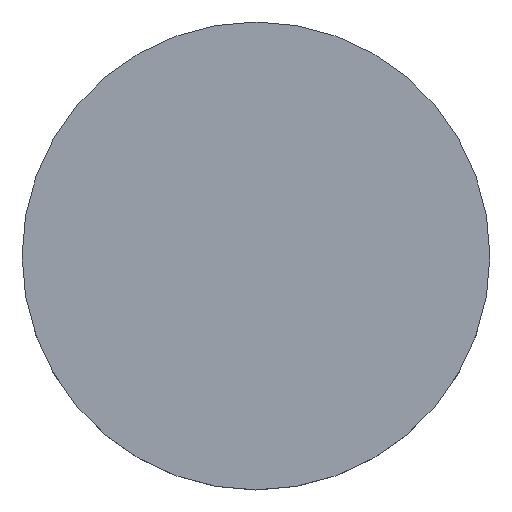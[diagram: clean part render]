
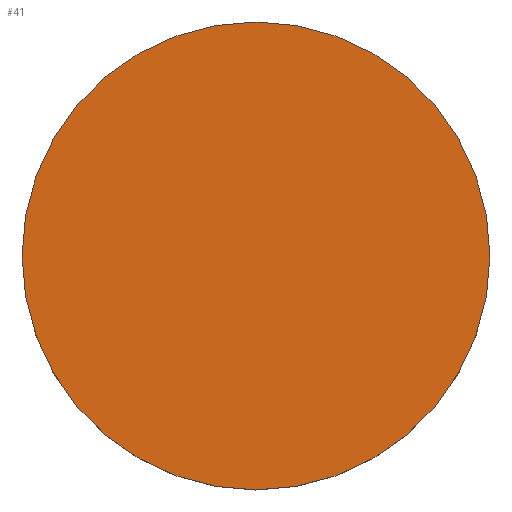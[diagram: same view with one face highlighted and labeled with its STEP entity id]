
A CAD part, top view. The second image highlights one B-rep face of the part: STEP entity #41.
In plain terms, the highlighted planar face has unit normal (0, 0, 1).
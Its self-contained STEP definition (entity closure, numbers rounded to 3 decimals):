
#4 = DIRECTION ( 'NONE',  ( 0., 0., 1. ) ) ;
#6 = CARTESIAN_POINT ( 'NONE',  ( 12.7, 0., 2.7 ) ) ;
#20 = FACE_OUTER_BOUND ( 'NONE', #165, .T. ) ;
#41 = ADVANCED_FACE ( 'NONE', ( #20 ), #46, .T. ) ;
#46 = PLANE ( 'NONE',  #154 ) ;
#48 = AXIS2_PLACEMENT_3D ( 'NONE', #89, #191, #210 ) ;
#64 = VERTEX_POINT ( 'NONE', #6 ) ;
#65 = CARTESIAN_POINT ( 'NONE',  ( 0., 26.112, 2.7 ) ) ;
#71 = AXIS2_PLACEMENT_3D ( 'NONE', #172, #73, #118 ) ;
#73 = DIRECTION ( 'NONE',  ( 0., 0., -1. ) ) ;
#89 = CARTESIAN_POINT ( 'NONE',  ( 0., 0., 2.7 ) ) ;
#104 = ORIENTED_EDGE ( 'NONE', *, *, #122, .F. ) ;
#107 = EDGE_CURVE ( 'NONE', #64, #201, #203, .T. ) ;
#118 = DIRECTION ( 'NONE',  ( 1., 0., 0. ) ) ;
#121 = CIRCLE ( 'NONE', #71, 12.7 ) ;
#122 = EDGE_CURVE ( 'NONE', #201, #64, #121, .T. ) ;
#128 = DIRECTION ( 'NONE',  ( 1., 0., 0. ) ) ;
#154 = AXIS2_PLACEMENT_3D ( 'NONE', #65, #4, #128 ) ;
#157 = CARTESIAN_POINT ( 'NONE',  ( -12.7, 0., 2.7 ) ) ;
#165 = EDGE_LOOP ( 'NONE', ( #204, #104 ) ) ;
#172 = CARTESIAN_POINT ( 'NONE',  ( 0., 0., 2.7 ) ) ;
#191 = DIRECTION ( 'NONE',  ( 0., 0., -1. ) ) ;
#201 = VERTEX_POINT ( 'NONE', #157 ) ;
#203 = CIRCLE ( 'NONE', #48, 12.7 ) ;
#204 = ORIENTED_EDGE ( 'NONE', *, *, #107, .F. ) ;
#210 = DIRECTION ( 'NONE',  ( 1., 0., 0. ) ) ;
